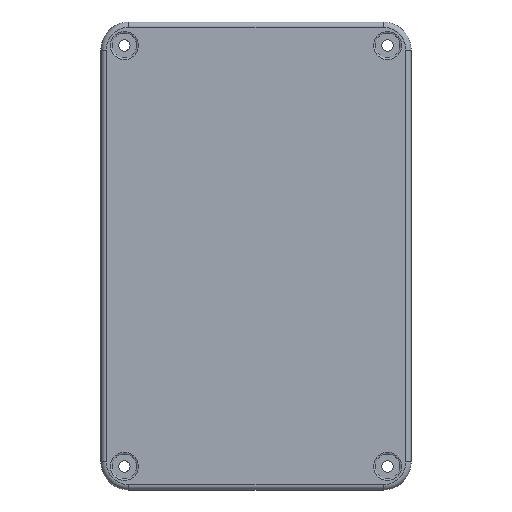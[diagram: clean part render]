
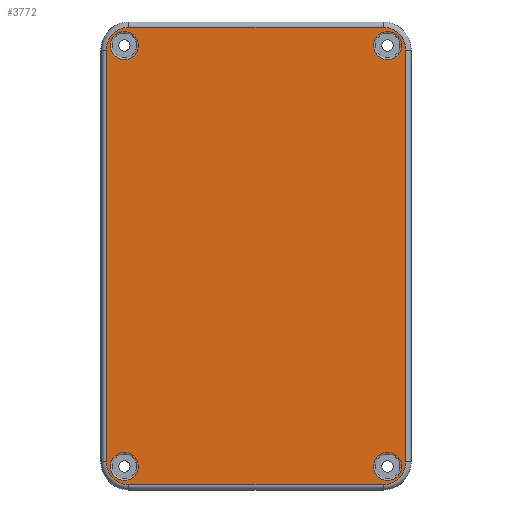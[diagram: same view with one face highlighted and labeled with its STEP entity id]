
A CAD part, front view. The second image highlights one B-rep face of the part: STEP entity #3772.
In plain terms, the highlighted planar face has unit normal (0, -1, 0).
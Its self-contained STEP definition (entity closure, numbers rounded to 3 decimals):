
#19=FACE_BOUND('',#522,.T.);
#20=FACE_BOUND('',#523,.T.);
#21=FACE_BOUND('',#524,.T.);
#22=FACE_BOUND('',#525,.T.);
#81=PLANE('',#4157);
#294=FACE_OUTER_BOUND('',#521,.T.);
#521=EDGE_LOOP('',(#3079,#3080,#3081,#3082,#3083,#3084,#3085,#3086));
#522=EDGE_LOOP('',(#3087));
#523=EDGE_LOOP('',(#3088));
#524=EDGE_LOOP('',(#3089));
#525=EDGE_LOOP('',(#3090));
#784=CIRCLE('',#4155,4.);
#786=CIRCLE('',#4158,6.5);
#787=CIRCLE('',#4159,6.5);
#788=CIRCLE('',#4160,6.5);
#789=CIRCLE('',#4161,6.5);
#790=CIRCLE('',#4162,4.);
#791=CIRCLE('',#4163,4.);
#792=CIRCLE('',#4164,4.);
#1072=LINE('',#6421,#1383);
#1073=LINE('',#6425,#1384);
#1074=LINE('',#6429,#1385);
#1075=LINE('',#6433,#1386);
#1383=VECTOR('',#5121,10.);
#1384=VECTOR('',#5124,10.);
#1385=VECTOR('',#5127,10.);
#1386=VECTOR('',#5130,10.);
#1759=VERTEX_POINT('',#6414);
#1760=VERTEX_POINT('',#6419);
#1761=VERTEX_POINT('',#6420);
#1762=VERTEX_POINT('',#6422);
#1763=VERTEX_POINT('',#6424);
#1764=VERTEX_POINT('',#6426);
#1765=VERTEX_POINT('',#6428);
#1766=VERTEX_POINT('',#6430);
#1767=VERTEX_POINT('',#6432);
#1768=VERTEX_POINT('',#6435);
#1769=VERTEX_POINT('',#6437);
#1770=VERTEX_POINT('',#6439);
#2230=EDGE_CURVE('',#1759,#1759,#784,.T.);
#2232=EDGE_CURVE('',#1760,#1761,#1072,.T.);
#2233=EDGE_CURVE('',#1762,#1760,#786,.T.);
#2234=EDGE_CURVE('',#1763,#1762,#1073,.T.);
#2235=EDGE_CURVE('',#1764,#1763,#787,.T.);
#2236=EDGE_CURVE('',#1765,#1764,#1074,.T.);
#2237=EDGE_CURVE('',#1766,#1765,#788,.T.);
#2238=EDGE_CURVE('',#1767,#1766,#1075,.T.);
#2239=EDGE_CURVE('',#1761,#1767,#789,.T.);
#2240=EDGE_CURVE('',#1768,#1768,#790,.T.);
#2241=EDGE_CURVE('',#1769,#1769,#791,.T.);
#2242=EDGE_CURVE('',#1770,#1770,#792,.T.);
#3079=ORIENTED_EDGE('',*,*,#2232,.F.);
#3080=ORIENTED_EDGE('',*,*,#2233,.F.);
#3081=ORIENTED_EDGE('',*,*,#2234,.F.);
#3082=ORIENTED_EDGE('',*,*,#2235,.F.);
#3083=ORIENTED_EDGE('',*,*,#2236,.F.);
#3084=ORIENTED_EDGE('',*,*,#2237,.F.);
#3085=ORIENTED_EDGE('',*,*,#2238,.F.);
#3086=ORIENTED_EDGE('',*,*,#2239,.F.);
#3087=ORIENTED_EDGE('',*,*,#2240,.F.);
#3088=ORIENTED_EDGE('',*,*,#2241,.F.);
#3089=ORIENTED_EDGE('',*,*,#2242,.F.);
#3090=ORIENTED_EDGE('',*,*,#2230,.F.);
#3772=ADVANCED_FACE('',(#294,#19,#20,#21,#22),#81,.T.);
#4155=AXIS2_PLACEMENT_3D('',#6416,#5115,#5116);
#4157=AXIS2_PLACEMENT_3D('',#6418,#5119,#5120);
#4158=AXIS2_PLACEMENT_3D('',#6423,#5122,#5123);
#4159=AXIS2_PLACEMENT_3D('',#6427,#5125,#5126);
#4160=AXIS2_PLACEMENT_3D('',#6431,#5128,#5129);
#4161=AXIS2_PLACEMENT_3D('',#6434,#5131,#5132);
#4162=AXIS2_PLACEMENT_3D('',#6436,#5133,#5134);
#4163=AXIS2_PLACEMENT_3D('',#6438,#5135,#5136);
#4164=AXIS2_PLACEMENT_3D('',#6440,#5137,#5138);
#5115=DIRECTION('center_axis',(0.,-1.,0.));
#5116=DIRECTION('ref_axis',(1.,0.,0.));
#5119=DIRECTION('center_axis',(0.,-1.,0.));
#5120=DIRECTION('ref_axis',(0.,0.,1.));
#5121=DIRECTION('',(-1.,0.,0.));
#5122=DIRECTION('center_axis',(0.,1.,0.));
#5123=DIRECTION('ref_axis',(0.707,0.,-0.707));
#5124=DIRECTION('',(0.,0.,-1.));
#5125=DIRECTION('center_axis',(0.,1.,0.));
#5126=DIRECTION('ref_axis',(0.707,0.,0.707));
#5127=DIRECTION('',(1.,0.,0.));
#5128=DIRECTION('center_axis',(0.,1.,0.));
#5129=DIRECTION('ref_axis',(-0.707,0.,0.707));
#5130=DIRECTION('',(0.,0.,1.));
#5131=DIRECTION('center_axis',(0.,1.,0.));
#5132=DIRECTION('ref_axis',(-0.707,0.,-0.707));
#5133=DIRECTION('center_axis',(0.,-1.,0.));
#5134=DIRECTION('ref_axis',(1.,0.,0.));
#5135=DIRECTION('center_axis',(0.,-1.,0.));
#5136=DIRECTION('ref_axis',(1.,0.,0.));
#5137=DIRECTION('center_axis',(0.,-1.,0.));
#5138=DIRECTION('ref_axis',(1.,0.,0.));
#6414=CARTESIAN_POINT('',(-40.827,-8.,63.773));
#6416=CARTESIAN_POINT('Origin',(-40.827,-8.,59.773));
#6418=CARTESIAN_POINT('Origin',(40.763,-8.,-66.787));
#6419=CARTESIAN_POINT('',(32.903,-8.,-65.427));
#6420=CARTESIAN_POINT('',(-39.527,-8.,-65.427));
#6421=CARTESIAN_POINT('',(40.763,-8.,-65.427));
#6422=CARTESIAN_POINT('',(39.403,-8.,-58.927));
#6423=CARTESIAN_POINT('Origin',(32.903,-8.,-58.927));
#6424=CARTESIAN_POINT('',(39.403,-8.,58.473));
#6425=CARTESIAN_POINT('',(39.403,-8.,-33.507));
#6426=CARTESIAN_POINT('',(32.903,-8.,64.973));
#6427=CARTESIAN_POINT('Origin',(32.903,-8.,58.473));
#6428=CARTESIAN_POINT('',(-39.527,-8.,64.973));
#6429=CARTESIAN_POINT('',(40.763,-8.,64.973));
#6430=CARTESIAN_POINT('',(-46.027,-8.,58.473));
#6431=CARTESIAN_POINT('Origin',(-39.527,-8.,58.473));
#6432=CARTESIAN_POINT('',(-46.027,-8.,-58.927));
#6433=CARTESIAN_POINT('',(-46.027,-8.,-33.507));
#6434=CARTESIAN_POINT('Origin',(-39.527,-8.,-58.927));
#6435=CARTESIAN_POINT('',(34.173,-8.,55.773));
#6436=CARTESIAN_POINT('Origin',(34.173,-8.,59.773));
#6437=CARTESIAN_POINT('',(-40.827,-8.,-64.227));
#6438=CARTESIAN_POINT('Origin',(-40.827,-8.,-60.227));
#6439=CARTESIAN_POINT('',(34.173,-8.,-64.227));
#6440=CARTESIAN_POINT('Origin',(34.173,-8.,-60.227));
